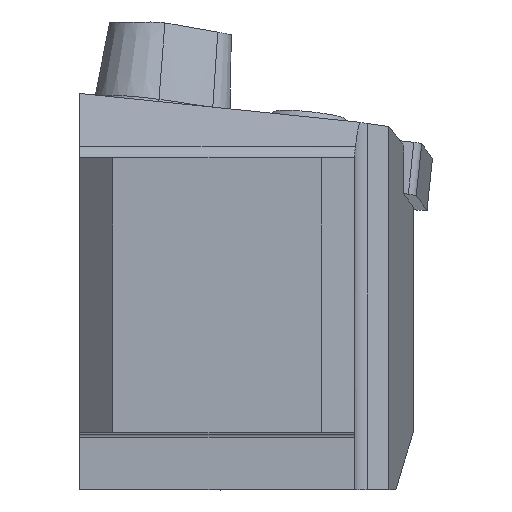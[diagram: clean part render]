
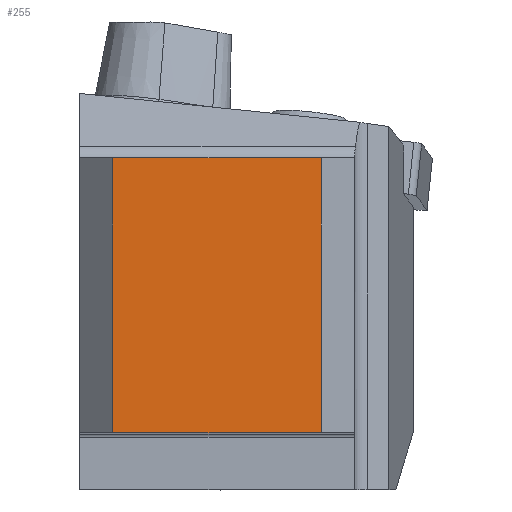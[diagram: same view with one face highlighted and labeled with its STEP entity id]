
A CAD part, top view. The second image highlights one B-rep face of the part: STEP entity #255.
In plain terms, the highlighted planar face has unit normal (0, 0, 1).
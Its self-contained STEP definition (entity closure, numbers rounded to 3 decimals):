
#255=ADVANCED_FACE('CU_BACK_SU1',(#374),#322,.F.);
#322=PLANE('',#1562);
#374=FACE_OUTER_BOUND('',#443,.T.);
#443=EDGE_LOOP('',(#622,#623,#624,#625));
#622=ORIENTED_EDGE('',*,*,#1116,.F.);
#623=ORIENTED_EDGE('',*,*,#1117,.F.);
#624=ORIENTED_EDGE('',*,*,#1118,.T.);
#625=ORIENTED_EDGE('',*,*,#1119,.T.);
#963=VERTEX_POINT('',#2360);
#964=VERTEX_POINT('',#2361);
#965=VERTEX_POINT('',#2363);
#966=VERTEX_POINT('',#2365);
#1116=EDGE_CURVE('',#963,#964,#1275,.T.);
#1117=EDGE_CURVE('',#965,#963,#1276,.T.);
#1118=EDGE_CURVE('',#965,#966,#1277,.T.);
#1119=EDGE_CURVE('',#966,#964,#1278,.T.);
#1275=LINE('',#2359,#1388);
#1276=LINE('',#2362,#1389);
#1277=LINE('',#2364,#1390);
#1278=LINE('',#2366,#1391);
#1388=VECTOR('',#1796,1.);
#1389=VECTOR('',#1797,1.);
#1390=VECTOR('',#1798,1.);
#1391=VECTOR('',#1799,1.);
#1562=AXIS2_PLACEMENT_3D('',#2367,#1800,#1801);
#1796=DIRECTION('',(0.,-1.,0.));
#1797=DIRECTION('',(1.,0.,0.));
#1798=DIRECTION('',(0.,-1.,0.));
#1799=DIRECTION('',(1.,0.,0.));
#1800=DIRECTION('',(0.,0.,-1.));
#1801=DIRECTION('',(1.,0.,0.));
#2359=CARTESIAN_POINT('',(21.925,0.,0.));
#2360=CARTESIAN_POINT('',(21.925,24.925,0.));
#2361=CARTESIAN_POINT('',(21.925,0.,0.));
#2362=CARTESIAN_POINT('',(110.,24.925,0.));
#2363=CARTESIAN_POINT('',(3.,24.925,0.));
#2364=CARTESIAN_POINT('',(3.,0.,0.));
#2365=CARTESIAN_POINT('',(3.,0.,0.));
#2366=CARTESIAN_POINT('',(110.,0.,0.));
#2367=CARTESIAN_POINT('',(-28.746,49.925,0.));
